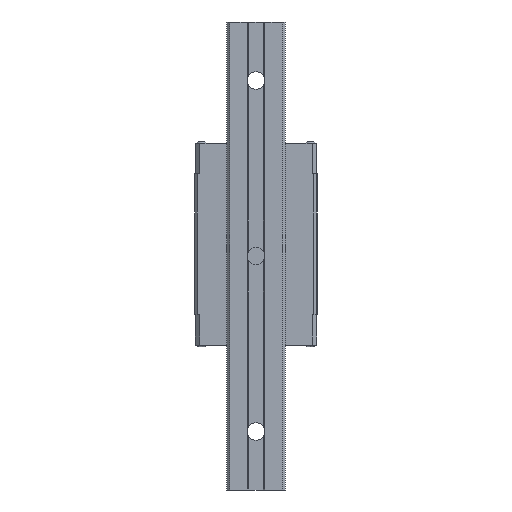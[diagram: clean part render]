
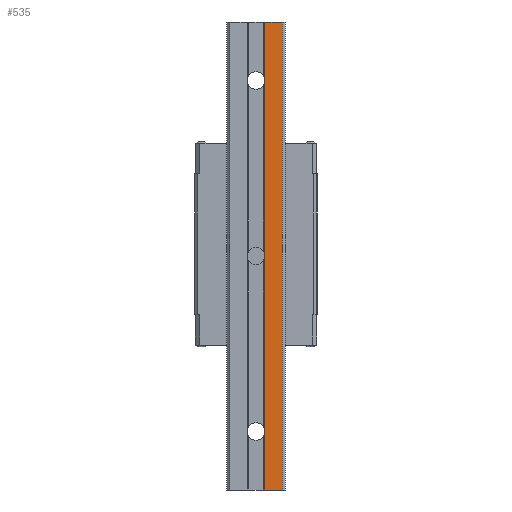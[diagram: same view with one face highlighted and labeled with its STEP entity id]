
A CAD part, front view. The second image highlights one B-rep face of the part: STEP entity #535.
In plain terms, the highlighted planar face has unit normal (0, -1, 0).
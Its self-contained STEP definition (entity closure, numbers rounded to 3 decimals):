
#535=ADVANCED_FACE('',(#1564),#1565,.T.);
#1564=FACE_OUTER_BOUND('',#2991,.T.);
#1565=PLANE('',#2992);
#2991=EDGE_LOOP('',(#7509,#7510,#7511,#7512,#7513,#7514,#7515));
#2992=AXIS2_PLACEMENT_3D('',#7516,#7517,#7518);
#7509=ORIENTED_EDGE('',*,*,#9269,.F.);
#7510=ORIENTED_EDGE('',*,*,#9270,.F.);
#7511=ORIENTED_EDGE('',*,*,#9271,.F.);
#7512=ORIENTED_EDGE('',*,*,#9204,.T.);
#7513=ORIENTED_EDGE('',*,*,#9268,.T.);
#7514=ORIENTED_EDGE('',*,*,#9246,.F.);
#7515=ORIENTED_EDGE('',*,*,#9272,.F.);
#7516=CARTESIAN_POINT('',(3.0,-15.5,-30.0));
#7517=DIRECTION('',(0.0,-1.0,0.0));
#7518=DIRECTION('',(0.0,0.0,-1.0));
#9204=EDGE_CURVE('',#11614,#11612,#11615,.T.);
#9246=EDGE_CURVE('',#11694,#11696,#11697,.T.);
#9268=EDGE_CURVE('',#11612,#11696,#11729,.T.);
#9269=EDGE_CURVE('',#11730,#11731,#11732,.T.);
#9270=EDGE_CURVE('',#11733,#11730,#11734,.T.);
#9271=EDGE_CURVE('',#11614,#11733,#11735,.T.);
#9272=EDGE_CURVE('',#11731,#11694,#11736,.T.);
#11612=VERTEX_POINT('',#15726);
#11614=VERTEX_POINT('',#15729);
#11615=LINE('',#15730,#15731);
#11694=VERTEX_POINT('',#15836);
#11696=VERTEX_POINT('',#15839);
#11697=LINE('',#15840,#15841);
#11729=LINE('',#15889,#15890);
#11730=VERTEX_POINT('',#15891);
#11731=VERTEX_POINT('',#15892);
#11732=LINE('',#15893,#15894);
#11733=VERTEX_POINT('',#15895);
#11734=LINE('',#15896,#15897);
#11735=LINE('',#15898,#15899);
#11736=LINE('',#15900,#15901);
#15726=CARTESIAN_POINT('',(9.0,-15.5,-60.0));
#15729=CARTESIAN_POINT('',(3.,-15.5,-60.0));
#15730=CARTESIAN_POINT('',(3.,-15.5,-60.0));
#15731=VECTOR('',#17718,6.);
#15836=CARTESIAN_POINT('',(3.,-15.5,100.0));
#15839=CARTESIAN_POINT('',(9.0,-15.5,100.0));
#15840=CARTESIAN_POINT('',(3.,-15.5,100.0));
#15841=VECTOR('',#17788,6.);
#15889=CARTESIAN_POINT('',(9.0,-15.5,-60.0));
#15890=VECTOR('',#17820,160.0);
#15891=CARTESIAN_POINT('',(3.,-15.5,20.));
#15892=CARTESIAN_POINT('',(3.,-15.5,80.));
#15893=CARTESIAN_POINT('',(3.,-15.5,20.));
#15894=VECTOR('',#17821,60.);
#15895=CARTESIAN_POINT('',(3.,-15.5,-40.));
#15896=CARTESIAN_POINT('',(3.,-15.5,-40.));
#15897=VECTOR('',#17822,60.);
#15898=CARTESIAN_POINT('',(3.,-15.5,-60.0));
#15899=VECTOR('',#17823,20.);
#15900=CARTESIAN_POINT('',(3.,-15.5,80.));
#15901=VECTOR('',#17824,20.);
#17718=DIRECTION('',(1.0,0.,0.0));
#17788=DIRECTION('',(1.0,0.,0.0));
#17820=DIRECTION('',(0.0,0.0,1.0));
#17821=DIRECTION('',(0.,0.,1.0));
#17822=DIRECTION('',(0.,0.,1.0));
#17823=DIRECTION('',(0.,0.,1.0));
#17824=DIRECTION('',(0.,0.,1.0));
